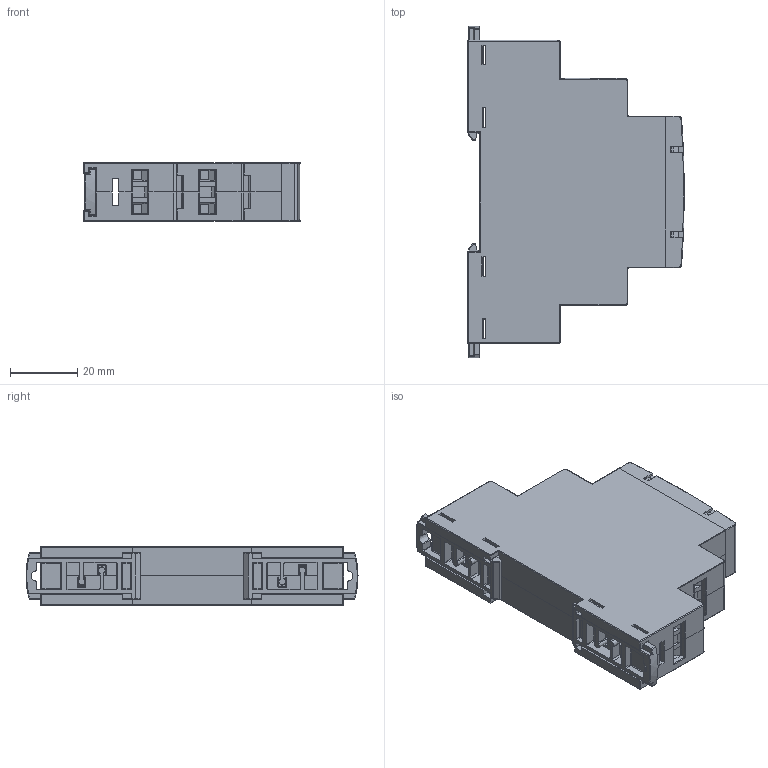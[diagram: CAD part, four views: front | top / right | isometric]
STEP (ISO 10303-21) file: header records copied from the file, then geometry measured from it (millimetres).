
FILE_DESCRIPTION (( 'STEP AP203' ), '1' );
FILE_NAME ('RPI-2Z-U12.STEP', '2018-10-12T11:17:35', ( '' ), ( '' ), 'SwSTEP 2.0', 'SolidWorks 2018', '' );
FILE_SCHEMA (( 'CONFIG_CONTROL_DESIGN' ));
Length unit declared in the file: millimetre
Products named in the file (1): RPI-2Z-U12
Bounding box: 64.22 x 98.58 x 17.5 mm (x, y, z)
Volume: 21042.5 mm3; surface area: 36815 mm2
Topology: 14 solids, 17 shells, 1620 faces, 4247 edges, 2717 vertices
Faces by surface type: plane 956, cylinder 461, torus 77, bspline 48, cone 42, sphere 36
Entity records: 50729 total; most frequent: CARTESIAN_POINT 11541, ORIENTED_EDGE 8470, DIRECTION 7768, EDGE_CURVE 4235, LINE 2852, VECTOR 2852, VERTEX_POINT 2717, AXIS2_PLACEMENT_3D 2458
